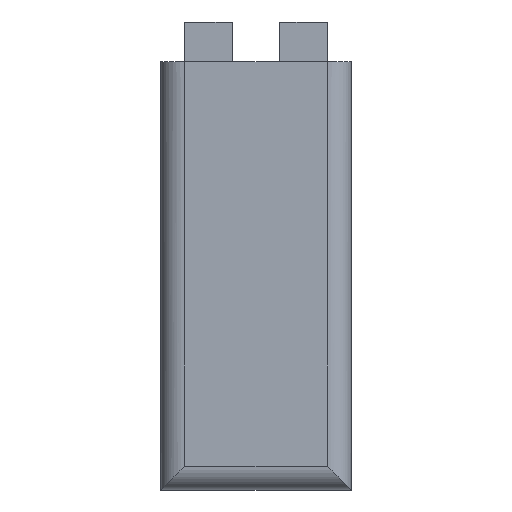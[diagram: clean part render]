
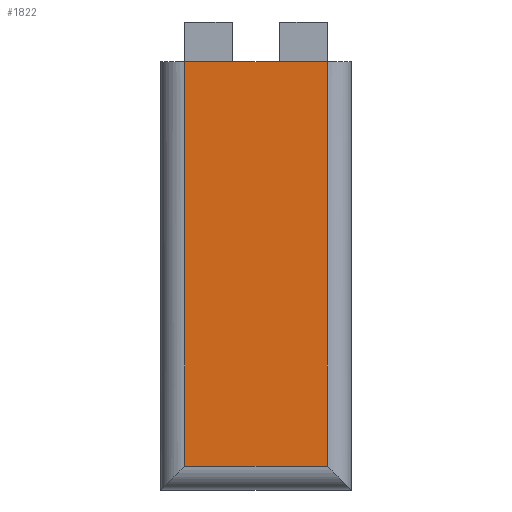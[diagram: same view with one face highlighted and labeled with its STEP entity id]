
A CAD part, top view. The second image highlights one B-rep face of the part: STEP entity #1822.
In plain terms, the highlighted planar face has unit normal (0, 0, 1).
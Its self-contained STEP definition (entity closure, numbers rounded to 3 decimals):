
#1330 = PLANE('',#1331);
#1331 = AXIS2_PLACEMENT_3D('',#1332,#1333,#1334);
#1332 = CARTESIAN_POINT('',(-6.,-1.,0.));
#1333 = DIRECTION('',(0.,1.,0.));
#1334 = DIRECTION('',(1.,0.,0.));
#1355 = VERTEX_POINT('',#1356);
#1356 = CARTESIAN_POINT('',(-4.5,-1.,4.));
#1371 = CYLINDRICAL_SURFACE('',#1372,1.5);
#1372 = AXIS2_PLACEMENT_3D('',#1373,#1374,#1375);
#1373 = CARTESIAN_POINT('',(-4.5,-28.,2.5));
#1374 = DIRECTION('',(0.,1.,0.));
#1375 = DIRECTION('',(-1.,0.,0.));
#1383 = EDGE_CURVE('',#1355,#1384,#1386,.T.);
#1384 = VERTEX_POINT('',#1385);
#1385 = CARTESIAN_POINT('',(4.5,-1.,4.));
#1386 = SURFACE_CURVE('',#1387,(#1391,#1398),.PCURVE_S1.);
#1387 = LINE('',#1388,#1389);
#1388 = CARTESIAN_POINT('',(-6.,-1.,4.));
#1389 = VECTOR('',#1390,1.);
#1390 = DIRECTION('',(1.,0.,0.));
#1391 = PCURVE('',#1330,#1392);
#1392 = DEFINITIONAL_REPRESENTATION('',(#1393),#1397);
#1393 = LINE('',#1394,#1395);
#1394 = CARTESIAN_POINT('',(0.,-4.));
#1395 = VECTOR('',#1396,1.);
#1396 = DIRECTION('',(1.,0.));
#1397 = ( GEOMETRIC_REPRESENTATION_CONTEXT(2) 
PARAMETRIC_REPRESENTATION_CONTEXT() REPRESENTATION_CONTEXT('2D SPACE',''
  ) );
#1398 = PCURVE('',#1399,#1404);
#1399 = PLANE('',#1400);
#1400 = AXIS2_PLACEMENT_3D('',#1401,#1402,#1403);
#1401 = CARTESIAN_POINT('',(0.,-14.5,4.));
#1402 = DIRECTION('',(-0.,-0.,-1.));
#1403 = DIRECTION('',(-1.,0.,0.));
#1404 = DEFINITIONAL_REPRESENTATION('',(#1405),#1409);
#1405 = LINE('',#1406,#1407);
#1406 = CARTESIAN_POINT('',(6.,13.5));
#1407 = VECTOR('',#1408,1.);
#1408 = DIRECTION('',(-1.,0.));
#1409 = ( GEOMETRIC_REPRESENTATION_CONTEXT(2) 
PARAMETRIC_REPRESENTATION_CONTEXT() REPRESENTATION_CONTEXT('2D SPACE',''
  ) );
#1432 = CYLINDRICAL_SURFACE('',#1433,1.5);
#1433 = AXIS2_PLACEMENT_3D('',#1434,#1435,#1436);
#1434 = CARTESIAN_POINT('',(4.5,-1.,2.5));
#1435 = DIRECTION('',(0.,-1.,0.));
#1436 = DIRECTION('',(1.,0.,0.));
#1711 = VERTEX_POINT('',#1712);
#1712 = CARTESIAN_POINT('',(-4.5,-26.5,4.));
#1733 = CYLINDRICAL_SURFACE('',#1734,1.5);
#1734 = AXIS2_PLACEMENT_3D('',#1735,#1736,#1737);
#1735 = CARTESIAN_POINT('',(6.,-26.5,2.5));
#1736 = DIRECTION('',(-1.,0.,0.));
#1737 = DIRECTION('',(0.,-1.,0.));
#1751 = EDGE_CURVE('',#1711,#1355,#1752,.T.);
#1752 = SURFACE_CURVE('',#1753,(#1757,#1764),.PCURVE_S1.);
#1753 = LINE('',#1754,#1755);
#1754 = CARTESIAN_POINT('',(-4.5,-28.,4.));
#1755 = VECTOR('',#1756,1.);
#1756 = DIRECTION('',(0.,1.,0.));
#1757 = PCURVE('',#1371,#1758);
#1758 = DEFINITIONAL_REPRESENTATION('',(#1759),#1763);
#1759 = LINE('',#1760,#1761);
#1760 = CARTESIAN_POINT('',(1.571,0.));
#1761 = VECTOR('',#1762,1.);
#1762 = DIRECTION('',(0.,1.));
#1763 = ( GEOMETRIC_REPRESENTATION_CONTEXT(2) 
PARAMETRIC_REPRESENTATION_CONTEXT() REPRESENTATION_CONTEXT('2D SPACE',''
  ) );
#1764 = PCURVE('',#1399,#1765);
#1765 = DEFINITIONAL_REPRESENTATION('',(#1766),#1770);
#1766 = LINE('',#1767,#1768);
#1767 = CARTESIAN_POINT('',(4.5,-13.5));
#1768 = VECTOR('',#1769,1.);
#1769 = DIRECTION('',(0.,1.));
#1770 = ( GEOMETRIC_REPRESENTATION_CONTEXT(2) 
PARAMETRIC_REPRESENTATION_CONTEXT() REPRESENTATION_CONTEXT('2D SPACE',''
  ) );
#1822 = ADVANCED_FACE('',(#1823),#1399,.F.);
#1823 = FACE_BOUND('',#1824,.F.);
#1824 = EDGE_LOOP('',(#1825,#1826,#1849,#1870));
#1825 = ORIENTED_EDGE('',*,*,#1383,.T.);
#1826 = ORIENTED_EDGE('',*,*,#1827,.T.);
#1827 = EDGE_CURVE('',#1384,#1828,#1830,.T.);
#1828 = VERTEX_POINT('',#1829);
#1829 = CARTESIAN_POINT('',(4.5,-26.5,4.));
#1830 = SURFACE_CURVE('',#1831,(#1835,#1842),.PCURVE_S1.);
#1831 = LINE('',#1832,#1833);
#1832 = CARTESIAN_POINT('',(4.5,-1.,4.));
#1833 = VECTOR('',#1834,1.);
#1834 = DIRECTION('',(0.,-1.,0.));
#1835 = PCURVE('',#1399,#1836);
#1836 = DEFINITIONAL_REPRESENTATION('',(#1837),#1841);
#1837 = LINE('',#1838,#1839);
#1838 = CARTESIAN_POINT('',(-4.5,13.5));
#1839 = VECTOR('',#1840,1.);
#1840 = DIRECTION('',(0.,-1.));
#1841 = ( GEOMETRIC_REPRESENTATION_CONTEXT(2) 
PARAMETRIC_REPRESENTATION_CONTEXT() REPRESENTATION_CONTEXT('2D SPACE',''
  ) );
#1842 = PCURVE('',#1432,#1843);
#1843 = DEFINITIONAL_REPRESENTATION('',(#1844),#1848);
#1844 = LINE('',#1845,#1846);
#1845 = CARTESIAN_POINT('',(1.571,0.));
#1846 = VECTOR('',#1847,1.);
#1847 = DIRECTION('',(0.,1.));
#1848 = ( GEOMETRIC_REPRESENTATION_CONTEXT(2) 
PARAMETRIC_REPRESENTATION_CONTEXT() REPRESENTATION_CONTEXT('2D SPACE',''
  ) );
#1849 = ORIENTED_EDGE('',*,*,#1850,.T.);
#1850 = EDGE_CURVE('',#1828,#1711,#1851,.T.);
#1851 = SURFACE_CURVE('',#1852,(#1856,#1863),.PCURVE_S1.);
#1852 = LINE('',#1853,#1854);
#1853 = CARTESIAN_POINT('',(6.,-26.5,4.));
#1854 = VECTOR('',#1855,1.);
#1855 = DIRECTION('',(-1.,0.,0.));
#1856 = PCURVE('',#1399,#1857);
#1857 = DEFINITIONAL_REPRESENTATION('',(#1858),#1862);
#1858 = LINE('',#1859,#1860);
#1859 = CARTESIAN_POINT('',(-6.,-12.));
#1860 = VECTOR('',#1861,1.);
#1861 = DIRECTION('',(1.,0.));
#1862 = ( GEOMETRIC_REPRESENTATION_CONTEXT(2) 
PARAMETRIC_REPRESENTATION_CONTEXT() REPRESENTATION_CONTEXT('2D SPACE',''
  ) );
#1863 = PCURVE('',#1733,#1864);
#1864 = DEFINITIONAL_REPRESENTATION('',(#1865),#1869);
#1865 = LINE('',#1866,#1867);
#1866 = CARTESIAN_POINT('',(1.571,0.));
#1867 = VECTOR('',#1868,1.);
#1868 = DIRECTION('',(0.,1.));
#1869 = ( GEOMETRIC_REPRESENTATION_CONTEXT(2) 
PARAMETRIC_REPRESENTATION_CONTEXT() REPRESENTATION_CONTEXT('2D SPACE',''
  ) );
#1870 = ORIENTED_EDGE('',*,*,#1751,.T.);
